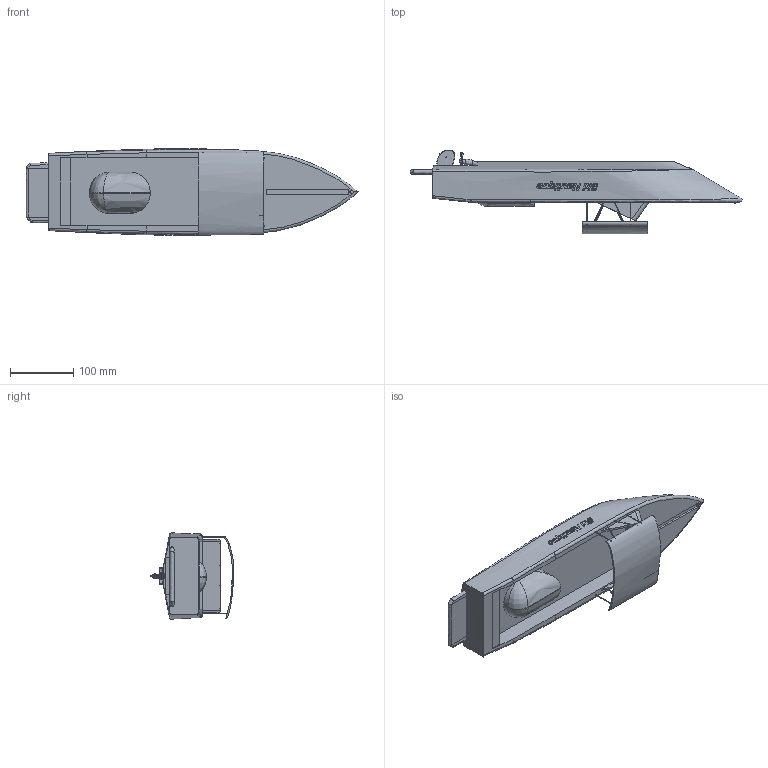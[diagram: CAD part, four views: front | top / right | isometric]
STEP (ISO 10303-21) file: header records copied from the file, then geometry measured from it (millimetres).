
FILE_DESCRIPTION(('FreeCAD Model'),'2;1');
FILE_NAME('Open CASCADE Shape Model','2025-05-05T04:35:12',('FreeCAD'),( 'FreeCAD'),'Open CASCADE STEP processor 7.6','FreeCAD','Unknown');
FILE_SCHEMA(('AUTOMOTIVE_DESIGN { 1 0 10303 214 1 1 1 1 }'));
Products named in the file (1): Open CASCADE STEP translator 7.6 1
Bounding box: 523.1 x 132.07 x 136.5 mm (x, y, z)
Volume: 2356079.1 mm3; surface area: 273014.9 mm2
Topology: 47 solids, 47 shells, 900 faces, 2382 edges, 1560 vertices
Faces by surface type: bspline 900
Entity records: 50441 total; most frequent: CARTESIAN_POINT 35785, ORIENTED_EDGE 4728, EDGE_CURVE 2364, B_SPLINE_CURVE_WITH_KNOTS 2298, VERTEX_POINT 1560, FACE_BOUND 914, EDGE_LOOP 914, ADVANCED_FACE 900
